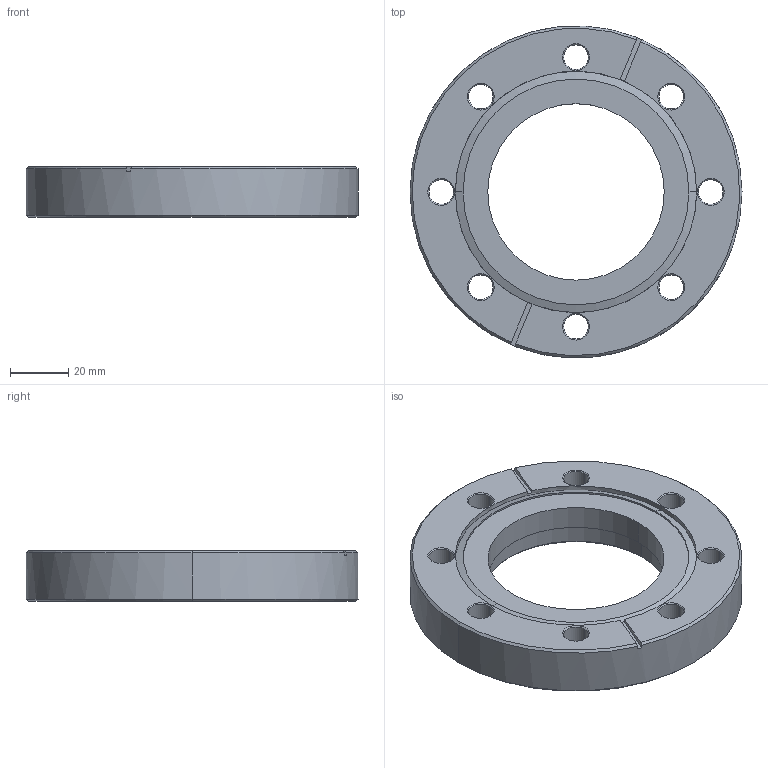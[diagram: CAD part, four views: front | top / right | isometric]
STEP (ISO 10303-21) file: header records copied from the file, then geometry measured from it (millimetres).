
FILE_DESCRIPTION (( 'STEP AP203' ), '1' );
FILE_NAME ('1112211 REV 1.STEP', '2017-03-03T23:05:18', ( '' ), ( '' ), 'SwSTEP 2.0', 'SolidWorks 2016', '' );
FILE_SCHEMA (( 'CONFIG_CONTROL_DESIGN' ));
Length unit declared in the file: inch
Products named in the file (1): 1112211 REV 1
Bounding box: 113.54 x 113.54 x 17.27 mm (x, y, z)
Volume: 111747 mm3; surface area: 26766.8 mm2
Topology: 1 solids, 1 shells, 78 faces, 184 edges, 109 vertices
Faces by surface type: cone 41, cylinder 26, plane 11
Entity records: 2354 total; most frequent: DIRECTION 429, CARTESIAN_POINT 396, ORIENTED_EDGE 368, EDGE_CURVE 184, AXIS2_PLACEMENT_3D 174, VERTEX_POINT 109, EDGE_LOOP 97, CIRCLE 95
